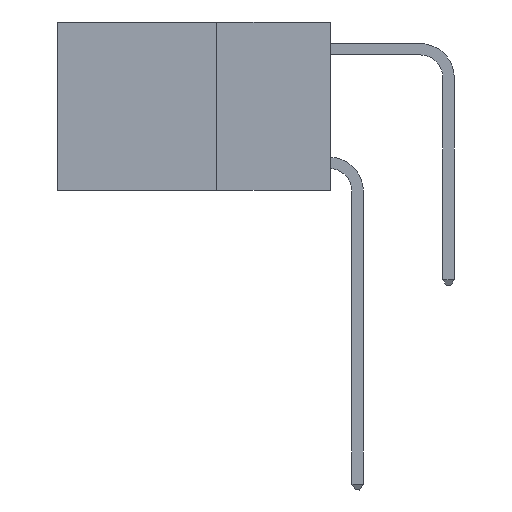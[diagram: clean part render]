
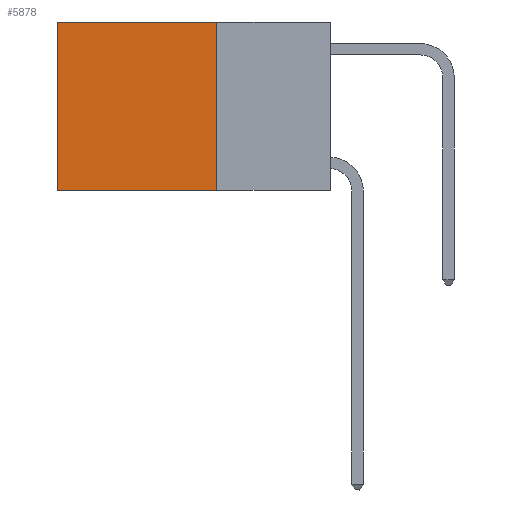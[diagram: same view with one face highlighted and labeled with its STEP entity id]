
A CAD part, left-side view. The second image highlights one B-rep face of the part: STEP entity #5878.
In plain terms, the highlighted planar face has unit normal (-1, 0, 0).
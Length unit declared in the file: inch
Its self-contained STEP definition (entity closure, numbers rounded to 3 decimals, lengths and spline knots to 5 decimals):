
#369 = VECTOR ( 'NONE', #13675, 39.37008 ) ;
#440 = DIRECTION ( 'NONE',  ( 0., 0., -1. ) ) ;
#803 = EDGE_LOOP ( 'NONE', ( #3610, #19126, #24544, #19605 ) ) ;
#1225 = CARTESIAN_POINT ( 'NONE',  ( 0.2625, 0.25, -0.37 ) ) ;
#1547 = DIRECTION ( 'NONE',  ( 0., 1., 0. ) ) ;
#1800 = CARTESIAN_POINT ( 'NONE',  ( 0.2625, 0.6, -0.37 ) ) ;
#2213 = VECTOR ( 'NONE', #13371, 39.37008 ) ;
#2927 = VECTOR ( 'NONE', #3231, 39.37008 ) ;
#2966 = FACE_OUTER_BOUND ( 'NONE', #803, .T. ) ;
#3231 = DIRECTION ( 'NONE',  ( 0., 0., -1. ) ) ;
#3610 = ORIENTED_EDGE ( 'NONE', *, *, #11640, .T. ) ;
#4993 = VECTOR ( 'NONE', #1547, 39.37008 ) ;
#5562 = AXIS2_PLACEMENT_3D ( 'NONE', #24740, #12595, #440 ) ;
#5878 = ADVANCED_FACE ( 'NONE', ( #2966 ), #6517, .F. ) ;
#6517 = PLANE ( 'NONE',  #5562 ) ;
#7639 = LINE ( 'NONE', #1225, #2213 ) ;
#8246 = CARTESIAN_POINT ( 'NONE',  ( 0.2625, 0.6, 0. ) ) ;
#8509 = VERTEX_POINT ( 'NONE', #8246 ) ;
#8969 = LINE ( 'NONE', #17302, #2927 ) ;
#9714 = EDGE_CURVE ( 'NONE', #14855, #8509, #15737, .T. ) ;
#11501 = VERTEX_POINT ( 'NONE', #25035 ) ;
#11640 = EDGE_CURVE ( 'NONE', #8509, #18414, #8969, .T. ) ;
#11754 = EDGE_CURVE ( 'NONE', #14855, #11501, #16540, .T. ) ;
#12595 = DIRECTION ( 'NONE',  ( 1., 0., 0. ) ) ;
#13371 = DIRECTION ( 'NONE',  ( 0., 1., 0. ) ) ;
#13675 = DIRECTION ( 'NONE',  ( 0., 0., -1. ) ) ;
#14855 = VERTEX_POINT ( 'NONE', #18416 ) ;
#15737 = LINE ( 'NONE', #25817, #4993 ) ;
#16540 = LINE ( 'NONE', #23810, #369 ) ;
#17302 = CARTESIAN_POINT ( 'NONE',  ( 0.2625, 0.6, 0. ) ) ;
#18414 = VERTEX_POINT ( 'NONE', #1800 ) ;
#18416 = CARTESIAN_POINT ( 'NONE',  ( 0.2625, 0.25, 0. ) ) ;
#19126 = ORIENTED_EDGE ( 'NONE', *, *, #24584, .F. ) ;
#19605 = ORIENTED_EDGE ( 'NONE', *, *, #9714, .T. ) ;
#23810 = CARTESIAN_POINT ( 'NONE',  ( 0.2625, 0.25, 0. ) ) ;
#24544 = ORIENTED_EDGE ( 'NONE', *, *, #11754, .F. ) ;
#24584 = EDGE_CURVE ( 'NONE', #11501, #18414, #7639, .T. ) ;
#24740 = CARTESIAN_POINT ( 'NONE',  ( 0.2625, 0.25, 0. ) ) ;
#25035 = CARTESIAN_POINT ( 'NONE',  ( 0.2625, 0.25, -0.37 ) ) ;
#25817 = CARTESIAN_POINT ( 'NONE',  ( 0.2625, 0.25, 0. ) ) ;
